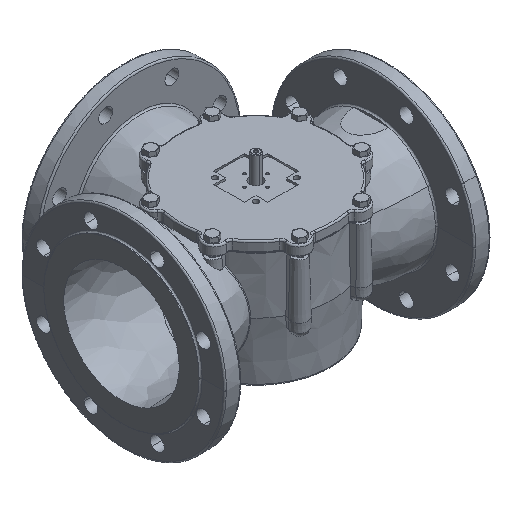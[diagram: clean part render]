
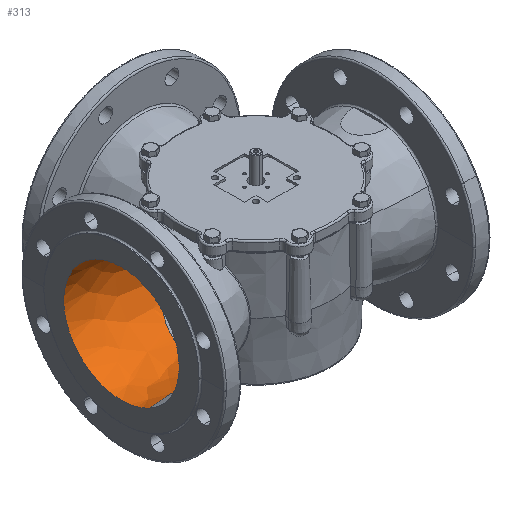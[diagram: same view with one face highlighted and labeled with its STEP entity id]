
A CAD part, isometric view. The second image highlights one B-rep face of the part: STEP entity #313.
In plain terms, the highlighted face is a revolution surface.
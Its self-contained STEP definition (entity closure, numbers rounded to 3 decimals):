
#197=CARTESIAN_POINT('Control Point',(-175.,0.,75.066)) ;
#198=CARTESIAN_POINT('Control Point',(-148.862,0.,75.313)) ;
#199=CARTESIAN_POINT('Control Point',(-122.692,0.,72.307)) ;
#200=CARTESIAN_POINT('Control Point',(-97.105,0.,66.042)) ;
#201=CARTESIAN_POINT('Control Point',(-72.679,0.,56.736)) ;
#202=CARTESIAN_POINT('Axis1P Location',(-99.5,0.,0.)) ;
#207=CARTESIAN_POINT('Control Point',(-175.,35.989,65.877)) ;
#208=CARTESIAN_POINT('Control Point',(-175.,44.932,60.991)) ;
#209=CARTESIAN_POINT('Control Point',(-175.,53.047,54.587)) ;
#210=CARTESIAN_POINT('Control Point',(-175.,59.988,46.853)) ;
#211=CARTESIAN_POINT('Control Point',(-175.,68.225,33.717)) ;
#212=CARTESIAN_POINT('Control Point',(-175.,72.866,19.094)) ;
#213=CARTESIAN_POINT('Control Point',(-175.,73.995,14.1)) ;
#214=CARTESIAN_POINT('Control Point',(-175.,76.094,-1.098)) ;
#215=CARTESIAN_POINT('Control Point',(-175.,74.307,-16.5)) ;
#216=CARTESIAN_POINT('Control Point',(-175.,71.367,-26.468)) ;
#217=CARTESIAN_POINT('Control Point',(-175.,62.223,-45.01)) ;
#218=CARTESIAN_POINT('Control Point',(-175.,47.474,-59.497)) ;
#219=CARTESIAN_POINT('Control Point',(-175.,38.927,-65.409)) ;
#220=CARTESIAN_POINT('Control Point',(-175.,18.968,-74.657)) ;
#221=CARTESIAN_POINT('Control Point',(-175.,-3.049,-76.346)) ;
#222=CARTESIAN_POINT('Control Point',(-175.,-14.756,-74.969)) ;
#223=CARTESIAN_POINT('Control Point',(-175.,-25.9,-71.389)) ;
#224=CARTESIAN_POINT('Control Point',(-175.,-35.989,-65.877)) ;
#225=CARTESIAN_POINT('Vertex',(-175.,35.989,65.877)) ;
#227=CARTESIAN_POINT('Vertex',(-175.,-35.989,-65.877)) ;
#231=CARTESIAN_POINT('Control Point',(-175.,-35.989,-65.877)) ;
#232=CARTESIAN_POINT('Control Point',(-152.155,-36.092,-66.066)) ;
#233=CARTESIAN_POINT('Control Point',(-129.286,-35.004,-64.075)) ;
#234=CARTESIAN_POINT('Control Point',(-106.802,-32.723,-59.899)) ;
#235=CARTESIAN_POINT('Control Point',(-85.094,-29.309,-53.65)) ;
#236=CARTESIAN_POINT('Vertex',(-85.094,-29.309,-53.65)) ;
#240=CARTESIAN_POINT('Control Point',(-90.,0.,-62.694)) ;
#241=CARTESIAN_POINT('Control Point',(-90.,-6.356,-62.694)) ;
#242=CARTESIAN_POINT('Control Point',(-89.439,-12.714,-61.716)) ;
#243=CARTESIAN_POINT('Control Point',(-88.315,-18.768,-59.757)) ;
#244=CARTESIAN_POINT('Control Point',(-86.815,-24.313,-57.023)) ;
#245=CARTESIAN_POINT('Control Point',(-85.094,-29.309,-53.65)) ;
#246=CARTESIAN_POINT('Vertex',(-90.,0.,-62.694)) ;
#250=CARTESIAN_POINT('Control Point',(-90.,0.,-62.694)) ;
#251=CARTESIAN_POINT('Control Point',(-90.,3.071,-62.694)) ;
#252=CARTESIAN_POINT('Control Point',(-89.869,6.143,-62.465)) ;
#253=CARTESIAN_POINT('Control Point',(-89.607,9.181,-62.008)) ;
#254=CARTESIAN_POINT('Control Point',(-88.873,14.878,-60.716)) ;
#255=CARTESIAN_POINT('Control Point',(-87.747,20.263,-58.682)) ;
#256=CARTESIAN_POINT('Control Point',(-87.132,22.748,-57.551)) ;
#257=CARTESIAN_POINT('Control Point',(-85.7,27.775,-54.867)) ;
#258=CARTESIAN_POINT('Control Point',(-84.046,32.338,-51.601)) ;
#259=CARTESIAN_POINT('Control Point',(-83.134,34.598,-49.74)) ;
#260=CARTESIAN_POINT('Control Point',(-80.273,41.08,-43.663)) ;
#261=CARTESIAN_POINT('Control Point',(-77.346,46.249,-36.503)) ;
#262=CARTESIAN_POINT('Control Point',(-75.494,49.126,-31.303)) ;
#263=CARTESIAN_POINT('Control Point',(-73.903,51.406,-25.789)) ;
#264=CARTESIAN_POINT('Control Point',(-72.684,53.076,-20.053)) ;
#265=CARTESIAN_POINT('Vertex',(-72.684,53.076,-20.053)) ;
#269=CARTESIAN_POINT('Control Point',(-73.374,57.,0.)) ;
#270=CARTESIAN_POINT('Control Point',(-73.374,57.,-5.144)) ;
#271=CARTESIAN_POINT('Control Point',(-73.252,56.335,-10.287)) ;
#272=CARTESIAN_POINT('Control Point',(-73.011,55.009,-15.291)) ;
#273=CARTESIAN_POINT('Control Point',(-72.684,53.076,-20.053)) ;
#274=CARTESIAN_POINT('Vertex',(-73.374,57.,0.)) ;
#278=CARTESIAN_POINT('Control Point',(-73.374,57.,0.)) ;
#279=CARTESIAN_POINT('Control Point',(-73.374,57.,5.144)) ;
#280=CARTESIAN_POINT('Control Point',(-73.252,56.335,10.287)) ;
#281=CARTESIAN_POINT('Control Point',(-73.011,55.009,15.291)) ;
#282=CARTESIAN_POINT('Control Point',(-72.684,53.076,20.053)) ;
#283=CARTESIAN_POINT('Vertex',(-72.684,53.076,20.053)) ;
#287=CARTESIAN_POINT('Control Point',(-72.684,53.076,20.053)) ;
#288=CARTESIAN_POINT('Control Point',(-74.406,50.717,28.153)) ;
#289=CARTESIAN_POINT('Control Point',(-76.872,47.139,35.811)) ;
#290=CARTESIAN_POINT('Control Point',(-79.756,42.398,42.768)) ;
#291=CARTESIAN_POINT('Control Point',(-82.647,36.413,48.855)) ;
#292=CARTESIAN_POINT('Control Point',(-85.094,29.309,53.65)) ;
#293=CARTESIAN_POINT('Vertex',(-85.094,29.309,53.65)) ;
#297=CARTESIAN_POINT('Control Point',(-175.,35.989,65.877)) ;
#298=CARTESIAN_POINT('Control Point',(-152.155,36.092,66.066)) ;
#299=CARTESIAN_POINT('Control Point',(-129.286,35.004,64.075)) ;
#300=CARTESIAN_POINT('Control Point',(-106.802,32.723,59.899)) ;
#301=CARTESIAN_POINT('Control Point',(-85.094,29.309,53.65)) ;
#203=DIRECTION('Axis1P Direction',(-1.,0.,0.)) ;
#304=ORIENTED_EDGE('',*,*,#229,.T.) ;
#305=ORIENTED_EDGE('',*,*,#238,.T.) ;
#306=ORIENTED_EDGE('',*,*,#248,.F.) ;
#307=ORIENTED_EDGE('',*,*,#267,.T.) ;
#308=ORIENTED_EDGE('',*,*,#276,.F.) ;
#309=ORIENTED_EDGE('',*,*,#285,.T.) ;
#310=ORIENTED_EDGE('',*,*,#295,.T.) ;
#311=ORIENTED_EDGE('',*,*,#302,.F.) ;
#313=ADVANCED_FACE('Body.2',(#312),#205,.T.) ;
#204=AXIS1_PLACEMENT('Revolution Surface Axis1P',#202,#203) ;
#196=B_SPLINE_CURVE_WITH_KNOTS('',4,(#197,#198,#199,#200,#201),.UNSPECIFIED.,.F.,.U.,(5,5),(437.178,541.735),.UNSPECIFIED.) ;
#206=B_SPLINE_CURVE_WITH_KNOTS('',5,(#207,#208,#209,#210,#211,#212,#213,#214,#215,#216,#217,#218,#219,#220,#221,#222,#223,#224),.UNSPECIFIED.,.F.,.U.,(6,3,3,3,3,6),(0.,64.598,96.897,161.496,226.094,298.965),.UNSPECIFIED.) ;
#230=B_SPLINE_CURVE_WITH_KNOTS('',4,(#231,#232,#233,#234,#235),.UNSPECIFIED.,.F.,.U.,(5,5),(437.178,528.562),.UNSPECIFIED.) ;
#239=B_SPLINE_CURVE_WITH_KNOTS('',5,(#240,#241,#242,#243,#244,#245),.UNSPECIFIED.,.F.,.U.,(6,6),(0.,43.463),.UNSPECIFIED.) ;
#249=B_SPLINE_CURVE_WITH_KNOTS('',5,(#250,#251,#252,#253,#254,#255,#256,#257,#258,#259,#260,#261,#262,#263,#264),.UNSPECIFIED.,.F.,.U.,(6,3,3,3,6),(0.,21.003,40.219,61.499,105.251),.UNSPECIFIED.) ;
#268=B_SPLINE_CURVE_WITH_KNOTS('',4,(#269,#270,#271,#272,#273),.UNSPECIFIED.,.F.,.U.,(5,5),(0.,36.383),.UNSPECIFIED.) ;
#277=B_SPLINE_CURVE_WITH_KNOTS('',4,(#278,#279,#280,#281,#282),.UNSPECIFIED.,.F.,.U.,(5,5),(0.,36.383),.UNSPECIFIED.) ;
#286=B_SPLINE_CURVE_WITH_KNOTS('',5,(#287,#288,#289,#290,#291,#292),.UNSPECIFIED.,.F.,.U.,(6,6),(2.669,64.457),.UNSPECIFIED.) ;
#296=B_SPLINE_CURVE_WITH_KNOTS('',4,(#297,#298,#299,#300,#301),.UNSPECIFIED.,.F.,.U.,(5,5),(437.178,528.562),.UNSPECIFIED.) ;
#229=EDGE_CURVE('',#226,#228,#206,.T.) ;
#238=EDGE_CURVE('',#228,#237,#230,.T.) ;
#248=EDGE_CURVE('',#247,#237,#239,.T.) ;
#267=EDGE_CURVE('',#247,#266,#249,.T.) ;
#276=EDGE_CURVE('',#275,#266,#268,.T.) ;
#285=EDGE_CURVE('',#275,#284,#277,.T.) ;
#295=EDGE_CURVE('',#284,#294,#286,.T.) ;
#302=EDGE_CURVE('',#226,#294,#296,.T.) ;
#303=EDGE_LOOP('',(#304,#305,#306,#307,#308,#309,#310,#311)) ;
#312=FACE_OUTER_BOUND('',#303,.T.) ;
#205=SURFACE_OF_REVOLUTION('Surface of Revolution',#196,#204) ;
#226=VERTEX_POINT('',#225) ;
#228=VERTEX_POINT('',#227) ;
#237=VERTEX_POINT('',#236) ;
#247=VERTEX_POINT('',#246) ;
#266=VERTEX_POINT('',#265) ;
#275=VERTEX_POINT('',#274) ;
#284=VERTEX_POINT('',#283) ;
#294=VERTEX_POINT('',#293) ;
